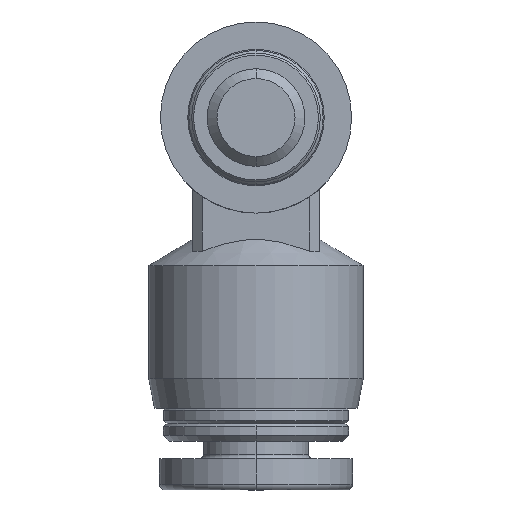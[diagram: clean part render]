
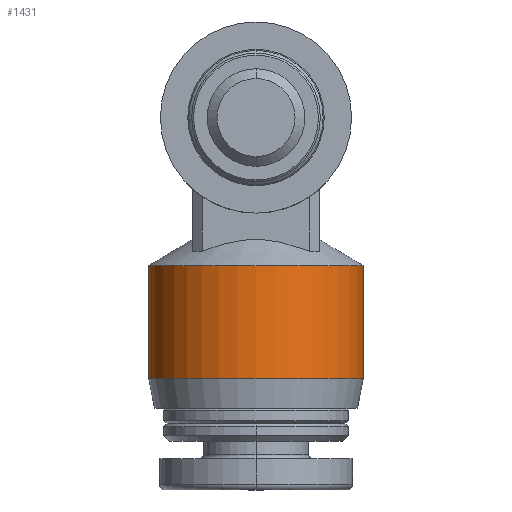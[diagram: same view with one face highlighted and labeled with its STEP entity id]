
A CAD part, left-side view. The second image highlights one B-rep face of the part: STEP entity #1431.
In plain terms, the highlighted cylindrical face has radius 5.5 mm (diameter 11 mm), a full revolution.
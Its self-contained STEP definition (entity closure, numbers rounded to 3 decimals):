
#100=LINE('',#2352,#183);
#183=VECTOR('',#1818,5.5);
#253=CYLINDRICAL_SURFACE('',#1549,5.5);
#295=FACE_OUTER_BOUND('',#392,.T.);
#392=EDGE_LOOP('',(#1021,#1022,#1023,#1024,#1025,#1026));
#494=CIRCLE('',#1543,5.5);
#495=CIRCLE('',#1544,5.5);
#499=CIRCLE('',#1550,5.5);
#500=CIRCLE('',#1551,5.5);
#624=VERTEX_POINT('',#2338);
#625=VERTEX_POINT('',#2340);
#629=VERTEX_POINT('',#2351);
#630=VERTEX_POINT('',#2353);
#773=EDGE_CURVE('',#625,#624,#494,.T.);
#774=EDGE_CURVE('',#624,#625,#495,.T.);
#778=EDGE_CURVE('',#625,#629,#100,.T.);
#779=EDGE_CURVE('',#630,#629,#499,.T.);
#780=EDGE_CURVE('',#629,#630,#500,.T.);
#1021=ORIENTED_EDGE('',*,*,#773,.T.);
#1022=ORIENTED_EDGE('',*,*,#774,.T.);
#1023=ORIENTED_EDGE('',*,*,#778,.T.);
#1024=ORIENTED_EDGE('',*,*,#779,.F.);
#1025=ORIENTED_EDGE('',*,*,#780,.F.);
#1026=ORIENTED_EDGE('',*,*,#778,.F.);
#1431=ADVANCED_FACE('',(#295),#253,.T.);
#1543=AXIS2_PLACEMENT_3D('',#2341,#1804,#1805);
#1544=AXIS2_PLACEMENT_3D('',#2342,#1806,#1807);
#1549=AXIS2_PLACEMENT_3D('',#2350,#1816,#1817);
#1550=AXIS2_PLACEMENT_3D('',#2354,#1819,#1820);
#1551=AXIS2_PLACEMENT_3D('',#2355,#1821,#1822);
#1804=DIRECTION('center_axis',(0.,0.,-1.));
#1805=DIRECTION('ref_axis',(0.,1.,0.));
#1806=DIRECTION('center_axis',(0.,0.,-1.));
#1807=DIRECTION('ref_axis',(0.,1.,0.));
#1816=DIRECTION('center_axis',(0.,0.,1.));
#1817=DIRECTION('ref_axis',(0.,1.,0.));
#1818=DIRECTION('',(0.,0.,-1.));
#1819=DIRECTION('center_axis',(0.,0.,-1.));
#1820=DIRECTION('ref_axis',(0.,-1.,0.));
#1821=DIRECTION('center_axis',(0.,0.,-1.));
#1822=DIRECTION('ref_axis',(0.,-1.,0.));
#2338=CARTESIAN_POINT('',(0.,5.5,11.5));
#2340=CARTESIAN_POINT('',(0.,-5.5,11.5));
#2341=CARTESIAN_POINT('Origin',(0.,0.,
11.5));
#2342=CARTESIAN_POINT('Origin',(0.,0.,
11.5));
#2350=CARTESIAN_POINT('Origin',(0.,0.,
8.45));
#2351=CARTESIAN_POINT('',(0.,-5.5,5.7));
#2352=CARTESIAN_POINT('',(0.,-5.5,8.45));
#2353=CARTESIAN_POINT('',(0.,5.5,5.7));
#2354=CARTESIAN_POINT('Origin',(0.,0.,
5.7));
#2355=CARTESIAN_POINT('Origin',(0.,0.,
5.7));
